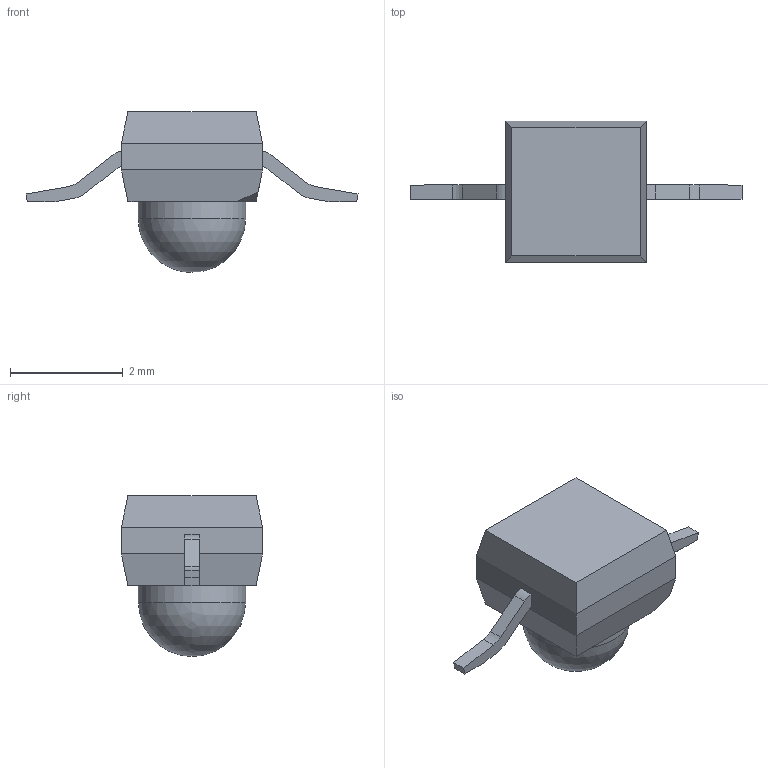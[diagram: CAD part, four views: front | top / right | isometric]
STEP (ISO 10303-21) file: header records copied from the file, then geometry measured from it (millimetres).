
FILE_DESCRIPTION(/* description */ (''),/* implementation_level */ '2;1');
FILE_NAME(/* name */ 'led.step',/* time_stamp */ '2026-01-11T18:36:39+01:00',/* author */ (''),/* organization */ (''),/* preprocessor_version */ 'ST-DEVELOPER v20.1',/* originating_system */ 'Autodesk Translation Framework v14.21.0.0',/* authorisation */ '');
FILE_SCHEMA (('AUTOMOTIVE_DESIGN { 1 0 10303 214 3 1 1 }'));
Length unit declared in the file: millimetre
Products named in the file (1): Untitled
Bounding box: 5.88 x 2.5 x 2.85 mm (x, y, z)
Volume: 12.2 mm3; surface area: 34 mm2
Topology: 1 solids, 1 shells, 43 faces, 108 edges, 69 vertices
Faces by surface type: plane 31, cylinder 11, sphere 1
Full cylindrical faces by diameter (mm): 1.9 x1
Entity records: 1301 total; most frequent: CARTESIAN_POINT 220, DIRECTION 218, ORIENTED_EDGE 214, EDGE_CURVE 107, LINE 84, VECTOR 84, VERTEX_POINT 69, AXIS2_PLACEMENT_3D 67
